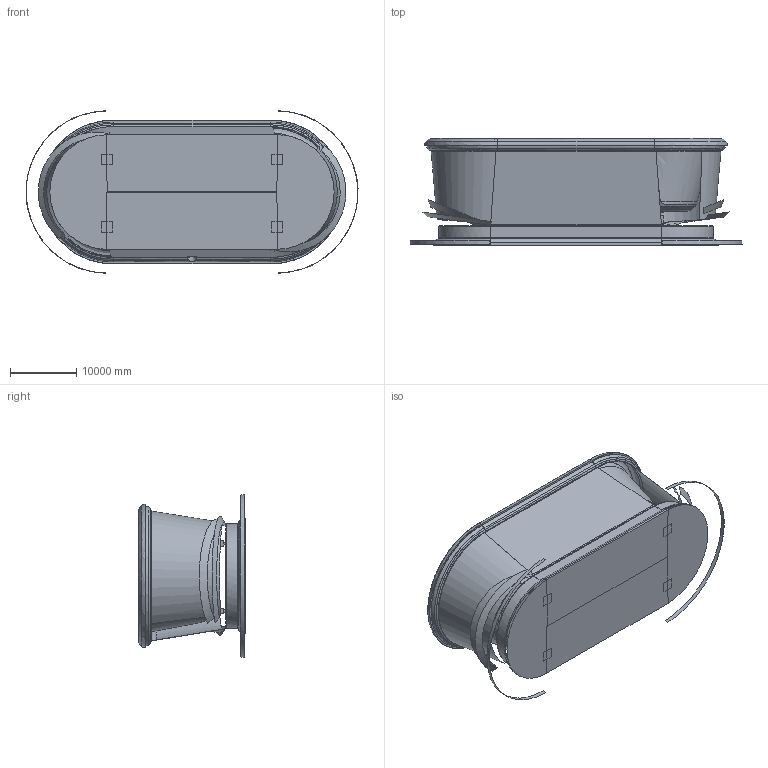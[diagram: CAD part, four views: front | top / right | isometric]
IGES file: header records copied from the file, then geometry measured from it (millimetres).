
Start section:  Autodesk DirectConnect version 8.0.53.0 ---- IGES version 5.3
Global section: file name: DXF; IGS\RLG-1807.igs; native system: Autodesk DirectConnect 8.0.53.0; preprocessor: 8.0.53.0; author: DinoSivic; organization: Unknown; date: 20161003.094141; units: inch
Bounding box: 50051.09 x 16133 x 24492.79 mm (x, y, z)
Surface area: 4364277693.6 mm2 (no closed solid volume)
Topology: 0 solids, 0 shells, 273 faces, 1924 edges, 1923 vertices
Faces by surface type: bspline 273
